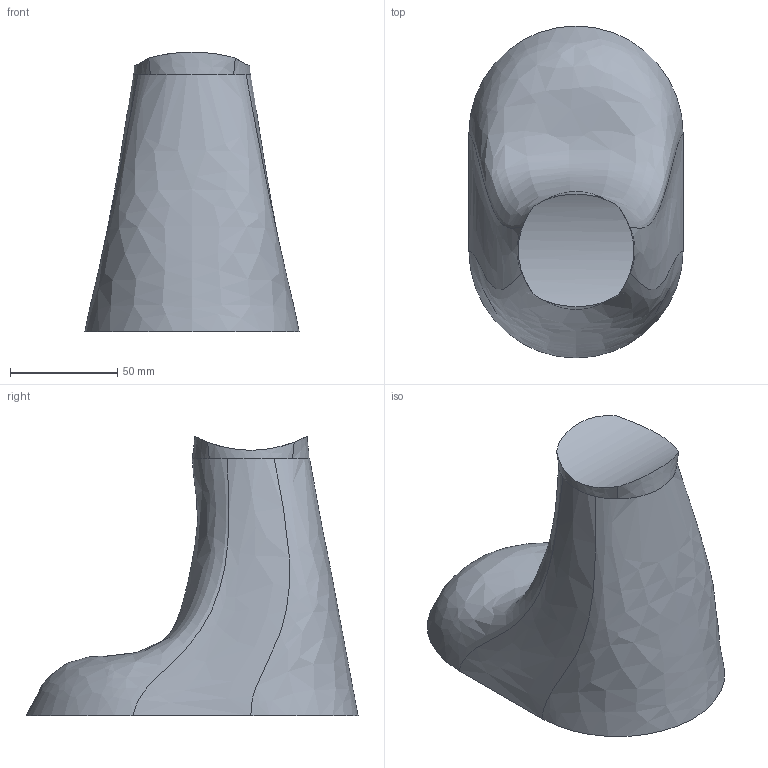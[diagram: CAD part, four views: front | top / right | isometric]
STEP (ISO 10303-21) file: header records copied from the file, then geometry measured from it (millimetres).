
FILE_DESCRIPTION(/* description */ (''),/* implementation_level */ '2;1');
FILE_NAME(/* name */ 'shank_back.stp',/* time_stamp */ '2021-03-27T13:39:30-04:00',/* author */ ('DELL'),/* organization */ (''),/* preprocessor_version */ 'ST-DEVELOPER v18',/* originating_system */ 'Autodesk Inventor 2020',/* authorisation */ '');
FILE_SCHEMA (('AUTOMOTIVE_DESIGN { 1 0 10303 214 3 1 1 }'));
Length unit declared in the file: millimetre
Products named in the file (1): shank_back_2
Bounding box: 100 x 155 x 130.51 mm (x, y, z)
Volume: 717536.8 mm3; surface area: 52947.7 mm2
Topology: 1 solids, 1 shells, 10 faces, 26 edges, 18 vertices
Faces by surface type: bspline 8, cylinder 1, plane 1
Entity records: 1691 total; most frequent: CARTESIAN_POINT 1427, ORIENTED_EDGE 52, DIRECTION 36, EDGE_CURVE 26, VERTEX_POINT 18, AXIS2_PLACEMENT_3D 15, CIRCLE 12, FACE_OUTER_BOUND 10
